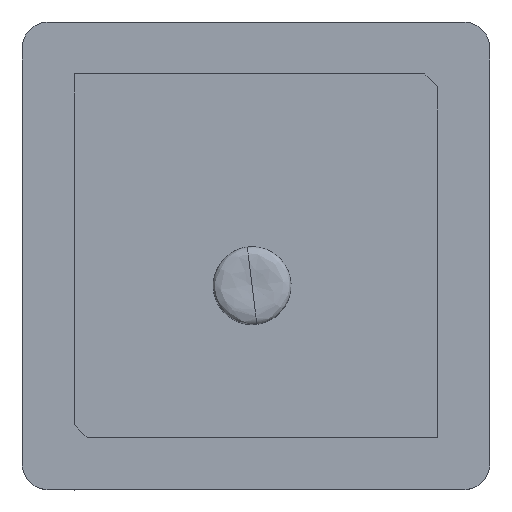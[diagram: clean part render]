
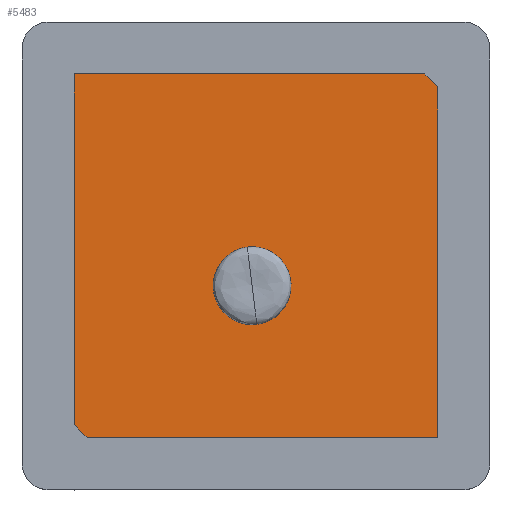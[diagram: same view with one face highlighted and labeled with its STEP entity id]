
A CAD part, top view. The second image highlights one B-rep face of the part: STEP entity #5483.
In plain terms, the highlighted planar face has unit normal (0, 0, 1).
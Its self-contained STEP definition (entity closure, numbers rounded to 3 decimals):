
#129 = EDGE_CURVE ( 'NONE', #8478, #12208, #7891, .T. ) ;
#133 = DIRECTION ( 'NONE',  ( 0.707, -0.707, 0. ) ) ;
#201 = CARTESIAN_POINT ( 'NONE',  ( -6.75, -6.75, 4.05 ) ) ;
#230 = VECTOR ( 'NONE', #12620, 1000. ) ;
#264 = CARTESIAN_POINT ( 'NONE',  ( -7., -6.5, 4.05 ) ) ;
#283 = EDGE_CURVE ( 'NONE', #10023, #4808, #2076, .T. ) ;
#292 = DIRECTION ( 'NONE',  ( 1., 0., 0. ) ) ;
#300 = EDGE_CURVE ( 'NONE', #12220, #6347, #8203, .T. ) ;
#441 = CARTESIAN_POINT ( 'NONE',  ( 7., -7., 4.05 ) ) ;
#809 = B_SPLINE_CURVE_WITH_KNOTS ( 'NONE', 3,
 ( #8312, #12221, #11249, #10289, #9330, #7473, #1776, #9634, #926, #6541 ),
 .UNSPECIFIED., .F., .F.,
 ( 4, 1, 1, 1, 1, 2, 4 ),
 ( 0.005, 0.005, 0.005, 0.005, 0.005, 0.007, 0.009 ),
 .UNSPECIFIED. ) ;
#926 = CARTESIAN_POINT ( 'NONE',  ( -0.786, -2.741, 4.05 ) ) ;
#1240 = CARTESIAN_POINT ( 'NONE',  ( -6.5, -7., 4.05 ) ) ;
#1294 = CARTESIAN_POINT ( 'NONE',  ( 0.857, -2.536, 4.05 ) ) ;
#1344 = VECTOR ( 'NONE', #133, 1000. ) ;
#1354 = CARTESIAN_POINT ( 'NONE',  ( 0.035, -2.639, 4.05 ) ) ;
#1776 = CARTESIAN_POINT ( 'NONE',  ( -1.72, -0.678, 4.05 ) ) ;
#1784 = CARTESIAN_POINT ( 'NONE',  ( -0.335, 0.339, 4.05 ) ) ;
#1999 = CARTESIAN_POINT ( 'NONE',  ( 6.75, 6.75, 4.05 ) ) ;
#2076 = B_SPLINE_CURVE_WITH_KNOTS ( 'NONE', 3,
 ( #1354, #1294, #8272, #5160, #4146, #5223, #4405, #8009, #5105, #9099 ),
 .UNSPECIFIED., .F., .F.,
 ( 4, 2, 1, 1, 1, 1, 4 ),
 ( 0., 0.002, 0.004, 0.004, 0.004, 0.005, 0.005 ),
 .UNSPECIFIED. ) ;
#2209 = EDGE_LOOP ( 'NONE', ( #10121, #8040 ) ) ;
#2564 = DIRECTION ( 'NONE',  ( 0., -1., 0. ) ) ;
#2816 = CARTESIAN_POINT ( 'NONE',  ( -7., 7., 4.05 ) ) ;
#3414 = DIRECTION ( 'NONE',  ( 0., 1., 0. ) ) ;
#3425 = ORIENTED_EDGE ( 'NONE', *, *, #129, .T. ) ;
#3585 = VECTOR ( 'NONE', #2564, 1000. ) ;
#3775 = CARTESIAN_POINT ( 'NONE',  ( -7., 7., 4.05 ) ) ;
#3847 = DIRECTION ( 'NONE',  ( -0.707, 0.707, 0. ) ) ;
#3952 = EDGE_CURVE ( 'NONE', #6020, #11733, #10574, .T. ) ;
#4115 = EDGE_CURVE ( 'NONE', #11733, #12220, #7823, .T. ) ;
#4146 = CARTESIAN_POINT ( 'NONE',  ( 0.729, 0.229, 4.05 ) ) ;
#4224 = CARTESIAN_POINT ( 'NONE',  ( 6.5, 7., 4.05 ) ) ;
#4236 = DIRECTION ( 'NONE',  ( 0., 0., 1. ) ) ;
#4405 = CARTESIAN_POINT ( 'NONE',  ( -0.091, 0.351, 4.05 ) ) ;
#4531 = ORIENTED_EDGE ( 'NONE', *, *, #4115, .T. ) ;
#4808 = VERTEX_POINT ( 'NONE', #1784 ) ;
#5053 = ORIENTED_EDGE ( 'NONE', *, *, #300, .T. ) ;
#5105 = CARTESIAN_POINT ( 'NONE',  ( -0.294, 0.344, 4.05 ) ) ;
#5160 = CARTESIAN_POINT ( 'NONE',  ( 1.257, -0.308, 4.05 ) ) ;
#5176 = CARTESIAN_POINT ( 'NONE',  ( 0., 0., 4.05 ) ) ;
#5223 = CARTESIAN_POINT ( 'NONE',  ( 0.028, 0.341, 4.05 ) ) ;
#5240 = FACE_OUTER_BOUND ( 'NONE', #5703, .T. ) ;
#5483 = ADVANCED_FACE ( 'NONE', ( #5240, #6204 ), #6003, .T. ) ;
#5703 = EDGE_LOOP ( 'NONE', ( #8407, #3425, #10469, #6571, #4531, #5053 ) ) ;
#6003 = PLANE ( 'NONE',  #9652 ) ;
#6020 = VERTEX_POINT ( 'NONE', #3775 ) ;
#6204 = FACE_BOUND ( 'NONE', #2209, .T. ) ;
#6347 = VERTEX_POINT ( 'NONE', #441 ) ;
#6369 = CARTESIAN_POINT ( 'NONE',  ( 7., 6.5, 4.05 ) ) ;
#6541 = CARTESIAN_POINT ( 'NONE',  ( 0.035, -2.639, 4.05 ) ) ;
#6571 = ORIENTED_EDGE ( 'NONE', *, *, #3952, .T. ) ;
#7206 = EDGE_CURVE ( 'NONE', #4808, #10023, #809, .T. ) ;
#7208 = LINE ( 'NONE', #12133, #9348 ) ;
#7473 = CARTESIAN_POINT ( 'NONE',  ( -1.341, -0.028, 4.05 ) ) ;
#7802 = CARTESIAN_POINT ( 'NONE',  ( -7., 7., 4.05 ) ) ;
#7823 = LINE ( 'NONE', #201, #1344 ) ;
#7850 = VECTOR ( 'NONE', #11936, 1000. ) ;
#7891 = LINE ( 'NONE', #1999, #12588 ) ;
#8009 = CARTESIAN_POINT ( 'NONE',  ( -0.212, 0.35, 4.05 ) ) ;
#8040 = ORIENTED_EDGE ( 'NONE', *, *, #283, .F. ) ;
#8203 = LINE ( 'NONE', #12116, #7850 ) ;
#8272 = CARTESIAN_POINT ( 'NONE',  ( 1.441, -1.786, 4.05 ) ) ;
#8312 = CARTESIAN_POINT ( 'NONE',  ( -0.335, 0.339, 4.05 ) ) ;
#8407 = ORIENTED_EDGE ( 'NONE', *, *, #10631, .T. ) ;
#8478 = VERTEX_POINT ( 'NONE', #6369 ) ;
#8570 = LINE ( 'NONE', #7802, #230 ) ;
#9099 = CARTESIAN_POINT ( 'NONE',  ( -0.335, 0.339, 4.05 ) ) ;
#9330 = CARTESIAN_POINT ( 'NONE',  ( -0.688, 0.252, 4.05 ) ) ;
#9348 = VECTOR ( 'NONE', #3414, 1000. ) ;
#9536 = CARTESIAN_POINT ( 'NONE',  ( 0.035, -2.639, 4.05 ) ) ;
#9634 = CARTESIAN_POINT ( 'NONE',  ( -1.536, -2.157, 4.05 ) ) ;
#9652 = AXIS2_PLACEMENT_3D ( 'NONE', #5176, #4236, #292 ) ;
#10023 = VERTEX_POINT ( 'NONE', #9536 ) ;
#10121 = ORIENTED_EDGE ( 'NONE', *, *, #7206, .F. ) ;
#10289 = CARTESIAN_POINT ( 'NONE',  ( -0.575, 0.29, 4.05 ) ) ;
#10469 = ORIENTED_EDGE ( 'NONE', *, *, #10953, .T. ) ;
#10574 = LINE ( 'NONE', #2816, #3585 ) ;
#10631 = EDGE_CURVE ( 'NONE', #6347, #8478, #7208, .T. ) ;
#10953 = EDGE_CURVE ( 'NONE', #12208, #6020, #8570, .T. ) ;
#11249 = CARTESIAN_POINT ( 'NONE',  ( -0.457, 0.32, 4.05 ) ) ;
#11733 = VERTEX_POINT ( 'NONE', #264 ) ;
#11936 = DIRECTION ( 'NONE',  ( 1., 0., 0. ) ) ;
#12116 = CARTESIAN_POINT ( 'NONE',  ( -7., -7., 4.05 ) ) ;
#12133 = CARTESIAN_POINT ( 'NONE',  ( 7., 7., 4.05 ) ) ;
#12208 = VERTEX_POINT ( 'NONE', #4224 ) ;
#12220 = VERTEX_POINT ( 'NONE', #1240 ) ;
#12221 = CARTESIAN_POINT ( 'NONE',  ( -0.376, 0.333, 4.05 ) ) ;
#12588 = VECTOR ( 'NONE', #3847, 1000. ) ;
#12620 = DIRECTION ( 'NONE',  ( -1., 0., 0. ) ) ;
